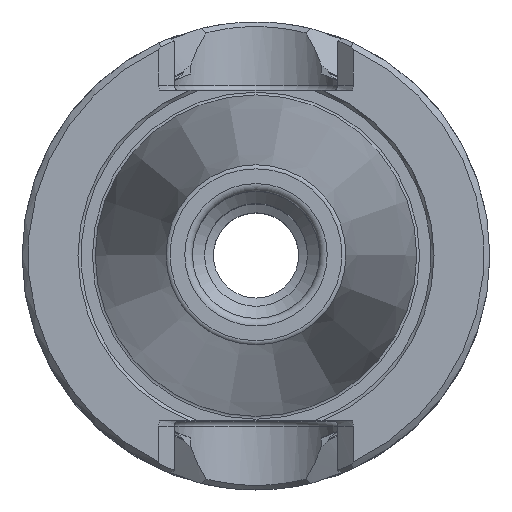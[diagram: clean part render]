
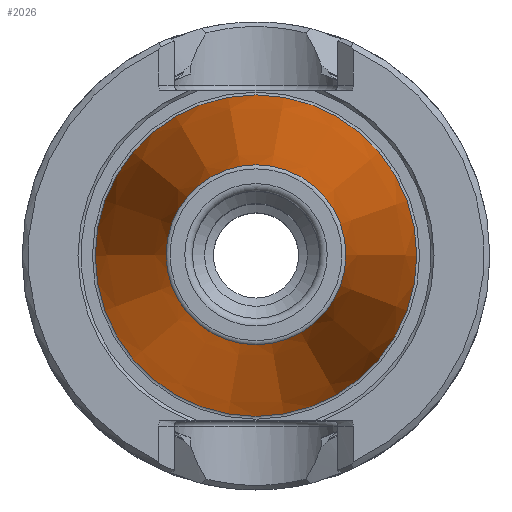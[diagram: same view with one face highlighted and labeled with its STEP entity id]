
A CAD part, top view. The second image highlights one B-rep face of the part: STEP entity #2026.
In plain terms, the highlighted conical face has half-angle 8.297 degrees and reference radius 8.642 mm.
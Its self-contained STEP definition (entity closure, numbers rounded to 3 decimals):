
#258=CONICAL_SURFACE('',#2173,8.642,0.145);
#609=ORIENTED_EDGE('',*,*,#668,.F.);
#610=ORIENTED_EDGE('',*,*,#846,.F.);
#668=EDGE_CURVE('',#868,#868,#1006,.T.);
#846=EDGE_CURVE('',#984,#984,#1050,.F.);
#868=VERTEX_POINT('',#2602);
#984=VERTEX_POINT('',#3300);
#1006=CIRCLE('',#2058,15.802);
#1050=CIRCLE('',#2174,8.845);
#1143=EDGE_LOOP('',(#609));
#1144=EDGE_LOOP('',(#610));
#1259=FACE_BOUND('',#1143,.T.);
#1260=FACE_BOUND('',#1144,.T.);
#2026=ADVANCED_FACE('',(#1259,#1260),#258,.T.);
#2058=AXIS2_PLACEMENT_3D('',#2601,#2226,#2227);
#2173=AXIS2_PLACEMENT_3D('',#3298,#2510,#2511);
#2174=AXIS2_PLACEMENT_3D('',#3299,#2512,#2513);
#2226=DIRECTION('',(0.,0.,-1.));
#2227=DIRECTION('',(-1.,0.,0.));
#2510=DIRECTION('',(0.,0.,-1.));
#2511=DIRECTION('',(-1.,0.,0.));
#2512=DIRECTION('',(0.,0.,-1.));
#2513=DIRECTION('',(-1.,0.,0.));
#2601=CARTESIAN_POINT('',(0.,0.,0.5));
#2602=CARTESIAN_POINT('',(-15.802,0.,0.5));
#3298=CARTESIAN_POINT('',(0.,0.,49.6));
#3299=CARTESIAN_POINT('',(0.,0.,48.207));
#3300=CARTESIAN_POINT('',(-8.845,0.,48.207));
